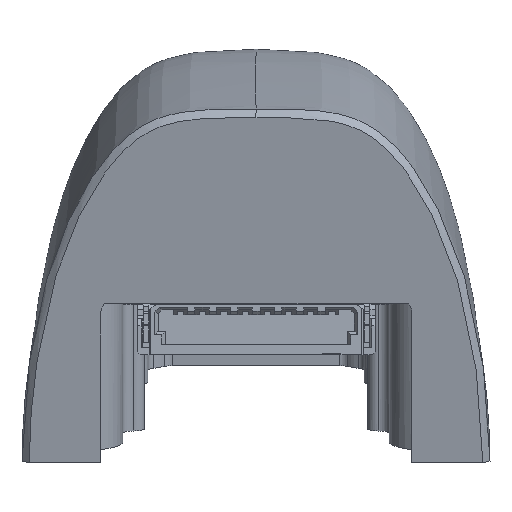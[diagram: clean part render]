
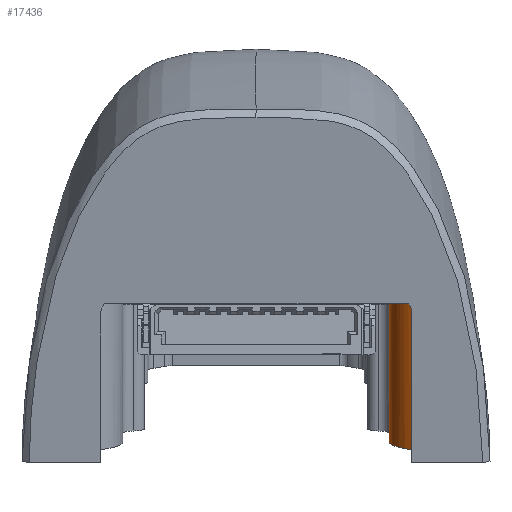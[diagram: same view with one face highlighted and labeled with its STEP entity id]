
A CAD part, front view. The second image highlights one B-rep face of the part: STEP entity #17436.
In plain terms, the highlighted cylindrical face has radius 1.2 mm (diameter 2.4 mm), a partial arc.
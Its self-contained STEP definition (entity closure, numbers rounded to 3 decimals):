
#397=CARTESIAN_POINT('',(5.22,1.069,
0.));
#398=CARTESIAN_POINT('',(5.172,1.055,
0.));
#399=CARTESIAN_POINT('',(5.095,1.039,
0.));
#400=CARTESIAN_POINT('',(4.97,1.024,
0.));
#401=CARTESIAN_POINT('',(4.846,1.023,
0.));
#402=CARTESIAN_POINT('',(4.72,1.036,
0.));
#403=CARTESIAN_POINT('',(4.575,1.066,
0.));
#404=CARTESIAN_POINT('',(4.423,1.12,
0.));
#405=CARTESIAN_POINT('',(4.269,1.202,
0.));
#406=CARTESIAN_POINT('',(4.139,1.297,
0.));
#407=CARTESIAN_POINT('',(3.99,1.439,
0.));
#408=CARTESIAN_POINT('',(3.845,1.64,
0.));
#409=CARTESIAN_POINT('',(3.751,1.87,
0.));
#410=CARTESIAN_POINT('',(3.708,2.074,
0.));
#411=CARTESIAN_POINT('',(3.695,2.237,
0.));
#412=CARTESIAN_POINT('',(3.705,2.414,
0.));
#413=CARTESIAN_POINT('',(3.738,2.575,
0.));
#414=CARTESIAN_POINT('',(3.787,2.718,
0.));
#415=CARTESIAN_POINT('',(3.84,2.834,
0.));
#416=CARTESIAN_POINT('',(3.92,2.966,
0.));
#417=CARTESIAN_POINT('',(3.998,3.068,
0.));
#418=CARTESIAN_POINT('',(4.07,3.138,
0.));
#5992=DIRECTION('',(0.,0.208,-0.978));
#5993=VECTOR('',#5992,0.007);
#5994=CARTESIAN_POINT('',(4.07,3.138,
0.));
#5995=LINE('',#5994,#5993);
#6000=CARTESIAN_POINT('',(6.099,2.762,-2.406));
#6001=CARTESIAN_POINT('',(6.099,2.78,-2.402));
#6002=CARTESIAN_POINT('',(6.098,2.815,-2.392));
#6003=CARTESIAN_POINT('',(6.094,2.867,-2.369));
#6004=CARTESIAN_POINT('',(6.088,2.919,-2.337));
#6005=CARTESIAN_POINT('',(6.078,2.972,-2.294));
#6006=CARTESIAN_POINT('',(6.064,3.025,-2.238));
#6007=CARTESIAN_POINT('',(6.045,3.078,-2.168));
#6008=CARTESIAN_POINT('',(6.021,3.13,-2.083));
#6009=CARTESIAN_POINT('',(5.993,3.179,-1.982));
#6010=CARTESIAN_POINT('',(5.958,3.226,-1.865));
#6011=CARTESIAN_POINT('',(5.918,3.268,-1.729));
#6012=CARTESIAN_POINT('',(5.872,3.306,-1.575));
#6013=CARTESIAN_POINT('',(5.818,3.339,-1.399));
#6014=CARTESIAN_POINT('',(5.757,3.366,-1.201));
#6015=CARTESIAN_POINT('',(5.711,3.379,-1.052));
#6016=CARTESIAN_POINT('',(5.686,3.384,
-0.974));
#6018=DIRECTION('',(0.,0.208,-0.978));
#6019=VECTOR('',#6018,2.725);
#6020=CARTESIAN_POINT('',(5.686,3.384,
-0.974));
#6021=LINE('',#6020,#6019);
#6022=DIRECTION('',(0.,-0.208,0.978));
#6023=VECTOR('',#6022,3.907);
#6024=CARTESIAN_POINT('',(3.699,3.065,-3.828));
#6025=LINE('',#6024,#6023);
#6026=CARTESIAN_POINT('',(3.699,2.253,
-0.006));
#6027=CARTESIAN_POINT('',(3.699,2.426,
-0.006));
#6028=CARTESIAN_POINT('',(3.768,2.745,
-0.006));
#6029=CARTESIAN_POINT('',(3.946,3.018,
-0.006));
#6030=CARTESIAN_POINT('',(4.07,3.14,
-0.006));
#6032=CARTESIAN_POINT('',(6.099,2.762,-2.406));
#6033=CARTESIAN_POINT('',(6.099,2.745,-2.409));
#6034=CARTESIAN_POINT('',(6.098,2.71,-2.414));
#6035=CARTESIAN_POINT('',(6.094,2.653,-2.415));
#6036=CARTESIAN_POINT('',(6.088,2.593,-2.407));
#6037=CARTESIAN_POINT('',(6.078,2.528,-2.39));
#6038=CARTESIAN_POINT('',(6.064,2.458,-2.361));
#6039=CARTESIAN_POINT('',(6.046,2.383,-2.321));
#6040=CARTESIAN_POINT('',(6.024,2.303,-2.266));
#6041=CARTESIAN_POINT('',(5.996,2.219,-2.197));
#6042=CARTESIAN_POINT('',(5.963,2.131,-2.112));
#6043=CARTESIAN_POINT('',(5.924,2.04,-2.01));
#6044=CARTESIAN_POINT('',(5.88,1.944,-1.89));
#6045=CARTESIAN_POINT('',(5.828,1.845,-1.749));
#6046=CARTESIAN_POINT('',(5.77,1.743,-1.587));
#6047=CARTESIAN_POINT('',(5.704,1.637,-1.401));
#6048=CARTESIAN_POINT('',(5.629,1.528,-1.188));
#6049=CARTESIAN_POINT('',(5.544,1.416,
-0.947));
#6050=CARTESIAN_POINT('',(5.449,1.302,
-0.672));
#6051=CARTESIAN_POINT('',(5.343,1.186,
-0.361));
#6052=CARTESIAN_POINT('',(5.262,1.108,
-0.125));
#6053=CARTESIAN_POINT('',(5.22,1.069,
0.));
#6226=CARTESIAN_POINT('',(4.899,3.065,-3.828));
#6227=DIRECTION('',(0.,-0.208,0.978));
#6228=DIRECTION('',(-1.,0.,0.));
#6229=AXIS2_PLACEMENT_3D('',#6226,#6227,#6228);
#6231=CARTESIAN_POINT('',(4.899,3.065,-3.828));
#6232=DIRECTION('',(0.,-0.208,0.978));
#6233=DIRECTION('',(1.,0.,0.));
#6234=AXIS2_PLACEMENT_3D('',#6231,#6232,#6233);
#6445=CARTESIAN_POINT('',(4.07,3.14,
-0.006));
#8616=CARTESIAN_POINT('',(3.699,3.065,-3.828));
#8617=VERTEX_POINT('',#8616);
#8618=CARTESIAN_POINT('',(6.099,3.065,-3.828));
#8619=VERTEX_POINT('',#8618);
#8620=CARTESIAN_POINT('',(5.686,3.951,-3.64));
#8621=VERTEX_POINT('',#8620);
#8728=VERTEX_POINT('',#6445);
#8729=VERTEX_POINT('',#6026);
#8757=VERTEX_POINT('',#6000);
#8758=VERTEX_POINT('',#6016);
#8809=CARTESIAN_POINT('',(5.22,1.069,
0.));
#8811=VERTEX_POINT('',#8809);
#8826=VERTEX_POINT('',#418);
#17413=CARTESIAN_POINT('',(4.899,3.065,
-3.828));
#17414=DIRECTION('',(0.,0.208,-0.978));
#17415=DIRECTION('',(-1.,0.,0.));
#17416=AXIS2_PLACEMENT_3D('',#17413,#17414,#17415);
#17417=CYLINDRICAL_SURFACE('',#17416,1.2);
#17418=ORIENTED_EDGE('',*,*,#9068,.F.);
#17420=ORIENTED_EDGE('',*,*,#17419,.F.);
#17422=ORIENTED_EDGE('',*,*,#17421,.T.);
#17424=ORIENTED_EDGE('',*,*,#17423,.T.);
#17426=ORIENTED_EDGE('',*,*,#17425,.F.);
#17428=ORIENTED_EDGE('',*,*,#17427,.F.);
#17430=ORIENTED_EDGE('',*,*,#17429,.T.);
#17432=ORIENTED_EDGE('',*,*,#17431,.T.);
#17433=ORIENTED_EDGE('',*,*,#17405,.F.);
#17434=EDGE_LOOP('',(#17418,#17420,#17422,#17424,#17426,#17428,#17430,#17432,
#17433));
#17435=FACE_OUTER_BOUND('',#17434,.F.);
#17436=ADVANCED_FACE('',(#17435),#17417,.T.);
#419=B_SPLINE_CURVE_WITH_KNOTS('',3,(#397,#398,#399,#400,#401,#402,#403,#404,
#405,#406,#407,#408,#409,#410,#411,#412,#413,#414,#415,#416,#417,#418),
.UNSPECIFIED.,.F.,.F.,(4,1,1,1,1,1,1,1,1,1,1,1,1,1,1,1,1,1,1,4),(0.,0.016,
0.031,0.063,0.094,0.125,0.188,0.25,0.313,0.375,0.5,
0.625,0.688,0.75,0.813,0.875,0.906,0.938,0.969,1.),
.UNSPECIFIED.);
#6017=B_SPLINE_CURVE_WITH_KNOTS('',3,(#6000,#6001,#6002,#6003,#6004,#6005,#6006,
#6007,#6008,#6009,#6010,#6011,#6012,#6013,#6014,#6015,#6016),.UNSPECIFIED.,.F.,
.F.,(4,1,1,1,1,1,1,1,1,1,1,1,1,1,4),(0.,0.071,0.143,
0.214,0.286,0.357,0.429,0.5,
0.571,0.643,0.714,0.786,
0.857,0.929,1.),.UNSPECIFIED.);
#6031=B_SPLINE_CURVE_WITH_KNOTS('',3,(#6026,#6027,#6028,#6029,#6030),
.UNSPECIFIED.,.F.,.F.,(4,1,4),(0.,0.5,1.),.UNSPECIFIED.);
#6054=B_SPLINE_CURVE_WITH_KNOTS('',3,(#6032,#6033,#6034,#6035,#6036,#6037,#6038,
#6039,#6040,#6041,#6042,#6043,#6044,#6045,#6046,#6047,#6048,#6049,#6050,#6051,
#6052,#6053),.UNSPECIFIED.,.F.,.F.,(4,1,1,1,1,1,1,1,1,1,1,1,1,1,1,1,1,1,1,4),(
0.,0.053,0.105,0.158,0.211,
0.263,0.316,0.368,0.421,
0.474,0.526,0.579,0.632,
0.684,0.737,0.789,0.842,
0.895,0.947,1.),.UNSPECIFIED.);
#6230=CIRCLE('',#6229,1.2);
#6235=CIRCLE('',#6234,1.2);
#9068=EDGE_CURVE('',#8811,#8826,#419,.T.);
#17405=EDGE_CURVE('',#8826,#8728,#5995,.T.);
#17419=EDGE_CURVE('',#8757,#8811,#6054,.T.);
#17421=EDGE_CURVE('',#8757,#8758,#6017,.T.);
#17423=EDGE_CURVE('',#8758,#8621,#6021,.T.);
#17425=EDGE_CURVE('',#8619,#8621,#6235,.T.);
#17427=EDGE_CURVE('',#8617,#8619,#6230,.T.);
#17429=EDGE_CURVE('',#8617,#8729,#6025,.T.);
#17431=EDGE_CURVE('',#8729,#8728,#6031,.T.);
